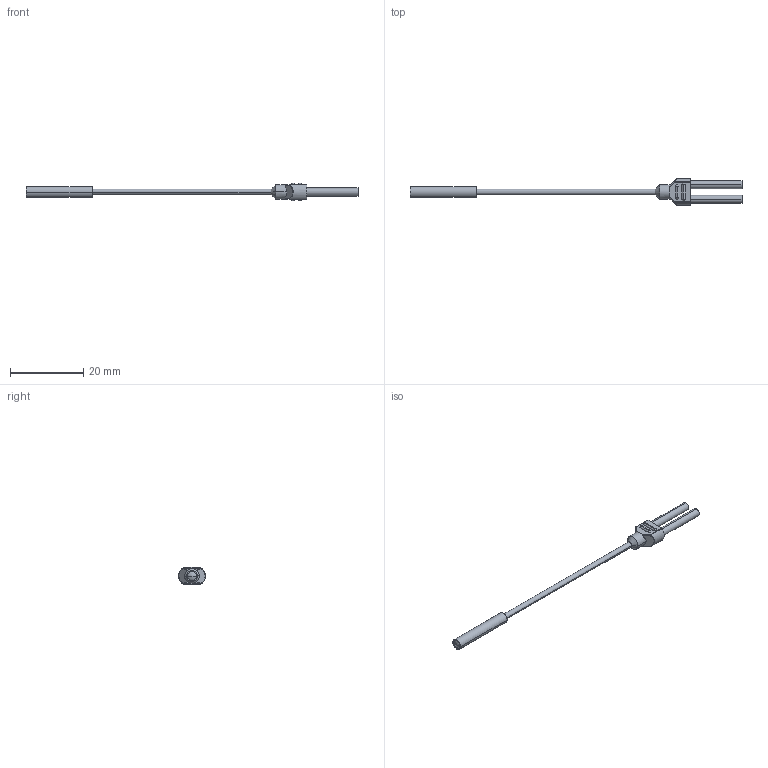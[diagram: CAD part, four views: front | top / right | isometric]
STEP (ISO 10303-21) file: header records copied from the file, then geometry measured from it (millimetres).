
FILE_DESCRIPTION((''),'2;1');
FILE_NAME('PRU3Y05','2022-08-31T17:27:59',('Administrator'),(''),'CREO PARAMETRIC BY PTC INC, 2021023','CREO PARAMETRIC BY PTC INC, 2021023','');
FILE_SCHEMA(('CONFIG_CONTROL_DESIGN'));
Length unit declared in the file: millimetre
Products named in the file (1): PRU3Y05
Bounding box: 90.6 x 7.3 x 4.8 mm (x, y, z)
Volume: 521.4 mm3; surface area: 825.8 mm2
Topology: 1 solids, 1 shells, 67 faces, 154 edges, 95 vertices
Faces by surface type: cylinder 32, plane 17, bspline 10, sphere 6, cone 2
Entity records: 2305 total; most frequent: CARTESIAN_POINT 767, DIRECTION 324, ORIENTED_EDGE 304, EDGE_CURVE 152, AXIS2_PLACEMENT_3D 133, VERTEX_POINT 95, CIRCLE 76, EDGE_LOOP 75
